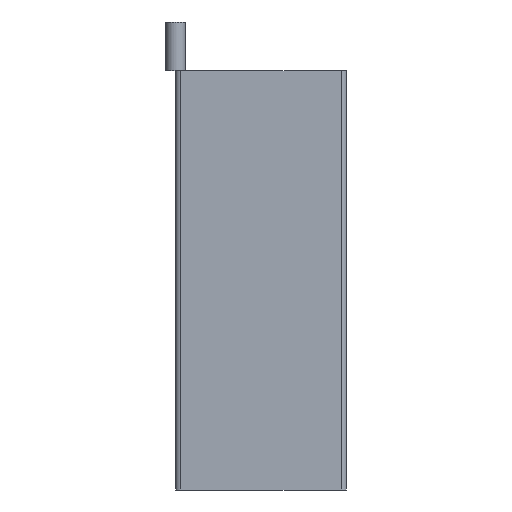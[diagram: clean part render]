
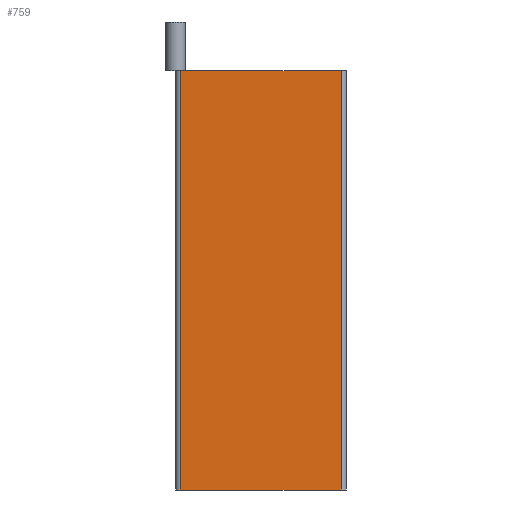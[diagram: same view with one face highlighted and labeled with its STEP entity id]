
A CAD part, left-side view. The second image highlights one B-rep face of the part: STEP entity #759.
In plain terms, the highlighted planar face has unit normal (-1, 0, 0).
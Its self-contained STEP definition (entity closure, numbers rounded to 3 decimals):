
#51 = PLANE('',#52);
#52 = AXIS2_PLACEMENT_3D('',#53,#54,#55);
#53 = CARTESIAN_POINT('',(17.5,0.,43.));
#54 = DIRECTION('',(0.,0.,-1.));
#55 = DIRECTION('',(-1.,0.,0.));
#163 = VERTEX_POINT('',#164);
#164 = CARTESIAN_POINT('',(-17.5,-34.,43.));
#183 = CYLINDRICAL_SURFACE('',#184,1.);
#184 = AXIS2_PLACEMENT_3D('',#185,#186,#187);
#185 = CARTESIAN_POINT('',(-16.5,-34.,43.));
#186 = DIRECTION('',(0.,0.,-1.));
#187 = DIRECTION('',(-1.,0.,-0.));
#194 = EDGE_CURVE('',#195,#163,#197,.T.);
#195 = VERTEX_POINT('',#196);
#196 = CARTESIAN_POINT('',(-17.5,-1.,43.));
#197 = SURFACE_CURVE('',#198,(#202,#209),.PCURVE_S1.);
#198 = LINE('',#199,#200);
#199 = CARTESIAN_POINT('',(-17.5,0.,43.));
#200 = VECTOR('',#201,1.);
#201 = DIRECTION('',(0.,-1.,0.));
#202 = PCURVE('',#51,#203);
#203 = DEFINITIONAL_REPRESENTATION('',(#204),#208);
#204 = LINE('',#205,#206);
#205 = CARTESIAN_POINT('',(35.,0.));
#206 = VECTOR('',#207,1.);
#207 = DIRECTION('',(0.,-1.));
#208 = ( GEOMETRIC_REPRESENTATION_CONTEXT(2) 
PARAMETRIC_REPRESENTATION_CONTEXT() REPRESENTATION_CONTEXT('2D SPACE',''
  ) );
#209 = PCURVE('',#210,#215);
#210 = PLANE('',#211);
#211 = AXIS2_PLACEMENT_3D('',#212,#213,#214);
#212 = CARTESIAN_POINT('',(-17.5,0.,43.));
#213 = DIRECTION('',(1.,0.,0.));
#214 = DIRECTION('',(0.,0.,-1.));
#215 = DEFINITIONAL_REPRESENTATION('',(#216),#220);
#216 = LINE('',#217,#218);
#217 = CARTESIAN_POINT('',(0.,0.));
#218 = VECTOR('',#219,1.);
#219 = DIRECTION('',(0.,-1.));
#220 = ( GEOMETRIC_REPRESENTATION_CONTEXT(2) 
PARAMETRIC_REPRESENTATION_CONTEXT() REPRESENTATION_CONTEXT('2D SPACE',''
  ) );
#239 = CYLINDRICAL_SURFACE('',#240,1.);
#240 = AXIS2_PLACEMENT_3D('',#241,#242,#243);
#241 = CARTESIAN_POINT('',(-16.5,-1.,43.));
#242 = DIRECTION('',(0.,0.,-1.));
#243 = DIRECTION('',(-1.,0.,-0.));
#407 = PLANE('',#408);
#408 = AXIS2_PLACEMENT_3D('',#409,#410,#411);
#409 = CARTESIAN_POINT('',(-17.5,0.,-43.));
#410 = DIRECTION('',(0.,0.,1.));
#411 = DIRECTION('',(1.,0.,0.));
#714 = VERTEX_POINT('',#715);
#715 = CARTESIAN_POINT('',(-17.5,-1.,-43.));
#740 = EDGE_CURVE('',#195,#714,#741,.T.);
#741 = SURFACE_CURVE('',#742,(#746,#752),.PCURVE_S1.);
#742 = LINE('',#743,#744);
#743 = CARTESIAN_POINT('',(-17.5,-1.,43.));
#744 = VECTOR('',#745,1.);
#745 = DIRECTION('',(0.,0.,-1.));
#746 = PCURVE('',#239,#747);
#747 = DEFINITIONAL_REPRESENTATION('',(#748),#751);
#748 = B_SPLINE_CURVE_WITH_KNOTS('',1,(#749,#750),.UNSPECIFIED.,.F.,.F.,
  (2,2),(0.,86.),.PIECEWISE_BEZIER_KNOTS.);
#749 = CARTESIAN_POINT('',(0.,0.));
#750 = CARTESIAN_POINT('',(0.,86.));
#751 = ( GEOMETRIC_REPRESENTATION_CONTEXT(2) 
PARAMETRIC_REPRESENTATION_CONTEXT() REPRESENTATION_CONTEXT('2D SPACE',''
  ) );
#752 = PCURVE('',#210,#753);
#753 = DEFINITIONAL_REPRESENTATION('',(#754),#758);
#754 = LINE('',#755,#756);
#755 = CARTESIAN_POINT('',(0.,-1.));
#756 = VECTOR('',#757,1.);
#757 = DIRECTION('',(1.,0.));
#758 = ( GEOMETRIC_REPRESENTATION_CONTEXT(2) 
PARAMETRIC_REPRESENTATION_CONTEXT() REPRESENTATION_CONTEXT('2D SPACE',''
  ) );
#759 = ADVANCED_FACE('',(#760),#210,.F.);
#760 = FACE_BOUND('',#761,.F.);
#761 = EDGE_LOOP('',(#762,#763,#785,#806));
#762 = ORIENTED_EDGE('',*,*,#194,.T.);
#763 = ORIENTED_EDGE('',*,*,#764,.T.);
#764 = EDGE_CURVE('',#163,#765,#767,.T.);
#765 = VERTEX_POINT('',#766);
#766 = CARTESIAN_POINT('',(-17.5,-34.,-43.));
#767 = SURFACE_CURVE('',#768,(#772,#779),.PCURVE_S1.);
#768 = LINE('',#769,#770);
#769 = CARTESIAN_POINT('',(-17.5,-34.,43.));
#770 = VECTOR('',#771,1.);
#771 = DIRECTION('',(0.,0.,-1.));
#772 = PCURVE('',#210,#773);
#773 = DEFINITIONAL_REPRESENTATION('',(#774),#778);
#774 = LINE('',#775,#776);
#775 = CARTESIAN_POINT('',(0.,-34.));
#776 = VECTOR('',#777,1.);
#777 = DIRECTION('',(1.,0.));
#778 = ( GEOMETRIC_REPRESENTATION_CONTEXT(2) 
PARAMETRIC_REPRESENTATION_CONTEXT() REPRESENTATION_CONTEXT('2D SPACE',''
  ) );
#779 = PCURVE('',#183,#780);
#780 = DEFINITIONAL_REPRESENTATION('',(#781),#784);
#781 = B_SPLINE_CURVE_WITH_KNOTS('',1,(#782,#783),.UNSPECIFIED.,.F.,.F.,
  (2,2),(0.,86.),.PIECEWISE_BEZIER_KNOTS.);
#782 = CARTESIAN_POINT('',(0.,0.));
#783 = CARTESIAN_POINT('',(0.,86.));
#784 = ( GEOMETRIC_REPRESENTATION_CONTEXT(2) 
PARAMETRIC_REPRESENTATION_CONTEXT() REPRESENTATION_CONTEXT('2D SPACE',''
  ) );
#785 = ORIENTED_EDGE('',*,*,#786,.F.);
#786 = EDGE_CURVE('',#714,#765,#787,.T.);
#787 = SURFACE_CURVE('',#788,(#792,#799),.PCURVE_S1.);
#788 = LINE('',#789,#790);
#789 = CARTESIAN_POINT('',(-17.5,0.,-43.));
#790 = VECTOR('',#791,1.);
#791 = DIRECTION('',(0.,-1.,0.));
#792 = PCURVE('',#210,#793);
#793 = DEFINITIONAL_REPRESENTATION('',(#794),#798);
#794 = LINE('',#795,#796);
#795 = CARTESIAN_POINT('',(86.,0.));
#796 = VECTOR('',#797,1.);
#797 = DIRECTION('',(0.,-1.));
#798 = ( GEOMETRIC_REPRESENTATION_CONTEXT(2) 
PARAMETRIC_REPRESENTATION_CONTEXT() REPRESENTATION_CONTEXT('2D SPACE',''
  ) );
#799 = PCURVE('',#407,#800);
#800 = DEFINITIONAL_REPRESENTATION('',(#801),#805);
#801 = LINE('',#802,#803);
#802 = CARTESIAN_POINT('',(0.,0.));
#803 = VECTOR('',#804,1.);
#804 = DIRECTION('',(0.,-1.));
#805 = ( GEOMETRIC_REPRESENTATION_CONTEXT(2) 
PARAMETRIC_REPRESENTATION_CONTEXT() REPRESENTATION_CONTEXT('2D SPACE',''
  ) );
#806 = ORIENTED_EDGE('',*,*,#740,.F.);
